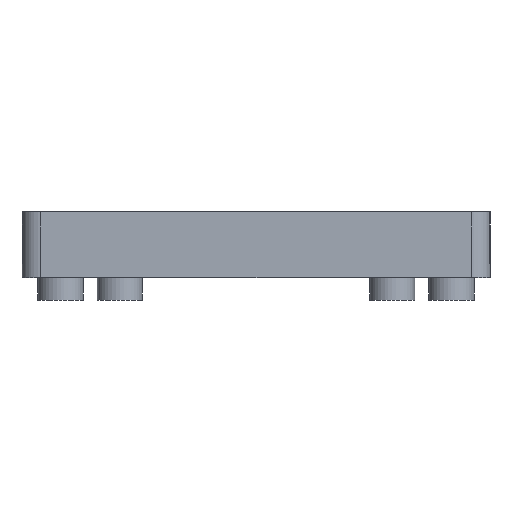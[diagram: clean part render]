
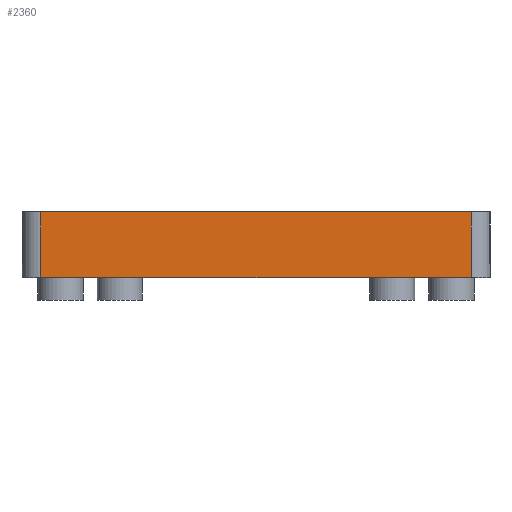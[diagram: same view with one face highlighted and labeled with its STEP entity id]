
A CAD part, front view. The second image highlights one B-rep face of the part: STEP entity #2360.
In plain terms, the highlighted planar face has unit normal (0, -1, 0).
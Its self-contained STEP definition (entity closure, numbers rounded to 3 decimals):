
#127=PLANE('',#2550);
#244=FACE_OUTER_BOUND('',#374,.T.);
#374=EDGE_LOOP('',(#2143,#2144,#2145,#2146));
#607=LINE('',#3756,#891);
#654=LINE('',#3840,#938);
#656=LINE('',#3846,#940);
#659=LINE('',#3854,#943);
#891=VECTOR('',#3059,10.);
#938=VECTOR('',#3156,10.);
#940=VECTOR('',#3162,10.);
#943=VECTOR('',#3173,10.);
#1204=VERTEX_POINT('',#3753);
#1205=VERTEX_POINT('',#3755);
#1217=VERTEX_POINT('',#3838);
#1219=VERTEX_POINT('',#3845);
#1498=EDGE_CURVE('',#1205,#1204,#607,.T.);
#1548=EDGE_CURVE('',#1217,#1204,#654,.T.);
#1551=EDGE_CURVE('',#1205,#1219,#656,.T.);
#1555=EDGE_CURVE('',#1219,#1217,#659,.T.);
#2143=ORIENTED_EDGE('',*,*,#1551,.F.);
#2144=ORIENTED_EDGE('',*,*,#1498,.T.);
#2145=ORIENTED_EDGE('',*,*,#1548,.F.);
#2146=ORIENTED_EDGE('',*,*,#1555,.F.);
#2360=ADVANCED_FACE('',(#244),#127,.T.);
#2550=AXIS2_PLACEMENT_3D('',#3853,#3171,#3172);
#3059=DIRECTION('',(0.,0.,1.));
#3156=DIRECTION('',(1.,0.,0.));
#3162=DIRECTION('',(-1.,0.,0.));
#3171=DIRECTION('center_axis',(0.,-1.,0.));
#3172=DIRECTION('ref_axis',(1.,0.,0.));
#3173=DIRECTION('',(0.,0.,1.));
#3753=CARTESIAN_POINT('',(22.9,-24.9,7.));
#3755=CARTESIAN_POINT('',(22.9,-24.9,0.));
#3756=CARTESIAN_POINT('',(22.9,-24.9,0.));
#3838=CARTESIAN_POINT('',(-22.9,-24.9,7.));
#3840=CARTESIAN_POINT('',(22.9,-24.9,7.));
#3845=CARTESIAN_POINT('',(-22.9,-24.9,0.));
#3846=CARTESIAN_POINT('',(22.9,-24.9,0.));
#3853=CARTESIAN_POINT('Origin',(-22.9,-24.9,0.));
#3854=CARTESIAN_POINT('',(-22.9,-24.9,0.));
